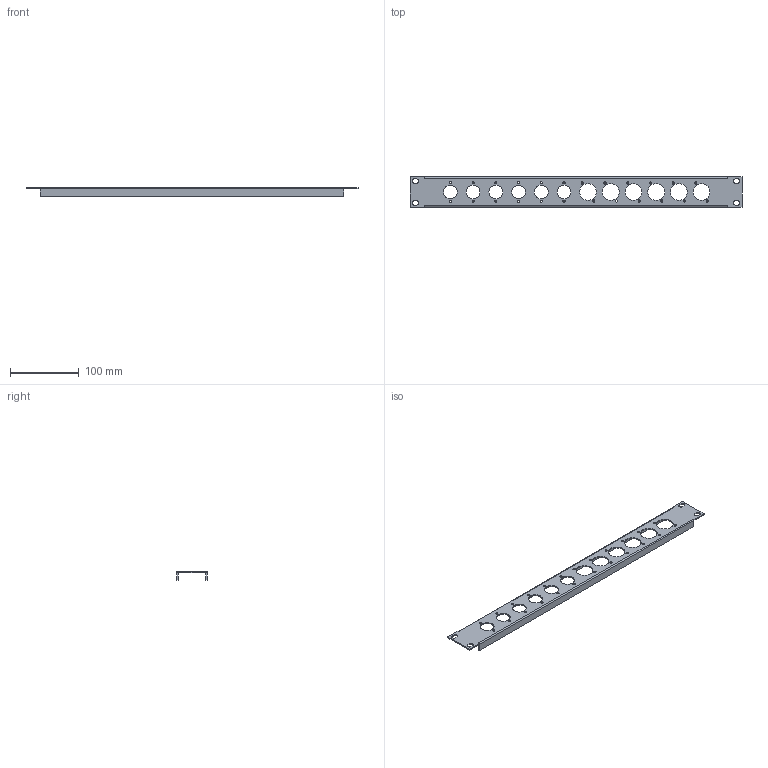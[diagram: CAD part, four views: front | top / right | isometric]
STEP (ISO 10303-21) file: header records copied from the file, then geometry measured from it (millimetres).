
FILE_DESCRIPTION (( 'STEP AP214' ), '1' );
FILE_NAME ('TCH-506-8717900-DEFAULT.STEP', '2011-07-05T08:57:33', ( 'sysAdmin' ), ( 'SolidWorks' ), 'SwSTEP 2.0', 'SolidWorks 2011', '' );
FILE_SCHEMA (( 'AUTOMOTIVE_DESIGN' ));
Length unit declared in the file: inch
Products named in the file (1): TCH-506-8717900-DEFAULT
Bounding box: 482.6 x 43.81 x 12.7 mm (x, y, z)
Volume: 43303.9 mm3; surface area: 54770.8 mm2
Topology: 1 solids, 1 shells, 116 faces, 330 edges, 216 vertices
Faces by surface type: cylinder 86, plane 30
Entity records: 5558 total; most frequent: DIRECTION 736, CARTESIAN_POINT 663, ORIENTED_EDGE 660, EDGE_CURVE 330, AXIS2_PLACEMENT_3D 289, VERTEX_POINT 216, EDGE_LOOP 196, CIRCLE 172
